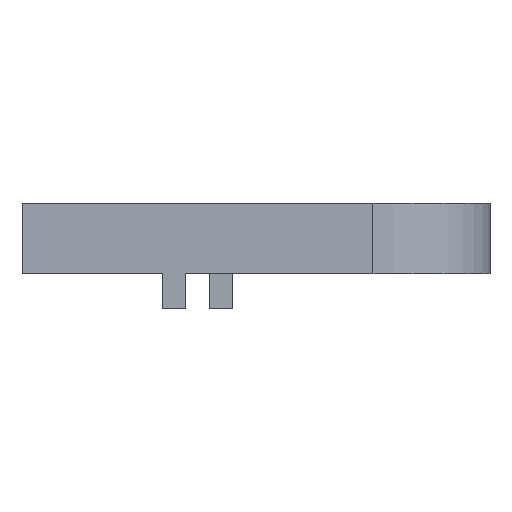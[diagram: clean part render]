
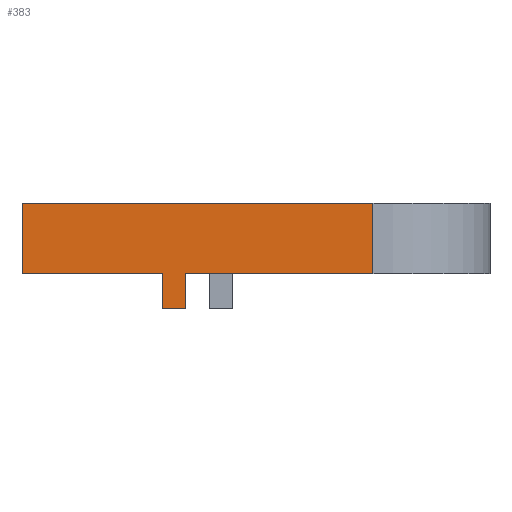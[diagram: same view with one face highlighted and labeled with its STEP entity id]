
A CAD part, left-side view. The second image highlights one B-rep face of the part: STEP entity #383.
In plain terms, the highlighted planar face has unit normal (-1, 0, 0).
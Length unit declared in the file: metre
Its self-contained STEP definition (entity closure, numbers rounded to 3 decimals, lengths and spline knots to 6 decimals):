
#20=LINE('',#577,#64);
#29=LINE('',#595,#73);
#31=LINE('',#599,#75);
#32=LINE('',#601,#76);
#33=LINE('',#603,#77);
#34=LINE('',#605,#78);
#35=LINE('',#606,#79);
#36=LINE('',#608,#80);
#64=VECTOR('',#468,1.);
#73=VECTOR('',#481,1.);
#75=VECTOR('',#485,1.);
#76=VECTOR('',#486,1.);
#77=VECTOR('',#487,1.);
#78=VECTOR('',#488,1.);
#79=VECTOR('',#489,1.);
#80=VECTOR('',#490,1.);
#123=ORIENTED_EDGE('',*,*,#225,.T.);
#124=ORIENTED_EDGE('',*,*,#226,.F.);
#125=ORIENTED_EDGE('',*,*,#227,.T.);
#126=ORIENTED_EDGE('',*,*,#228,.T.);
#127=ORIENTED_EDGE('',*,*,#214,.T.);
#128=ORIENTED_EDGE('',*,*,#229,.F.);
#129=ORIENTED_EDGE('',*,*,#230,.F.);
#130=ORIENTED_EDGE('',*,*,#223,.T.);
#214=EDGE_CURVE('',#264,#266,#20,.T.);
#223=EDGE_CURVE('',#274,#273,#29,.T.);
#225=EDGE_CURVE('',#273,#275,#31,.T.);
#226=EDGE_CURVE('',#276,#275,#32,.T.);
#227=EDGE_CURVE('',#276,#277,#33,.T.);
#228=EDGE_CURVE('',#277,#264,#34,.T.);
#229=EDGE_CURVE('',#278,#266,#35,.T.);
#230=EDGE_CURVE('',#274,#278,#36,.T.);
#264=VERTEX_POINT('',#572);
#266=VERTEX_POINT('',#576);
#273=VERTEX_POINT('',#594);
#274=VERTEX_POINT('',#596);
#275=VERTEX_POINT('',#600);
#276=VERTEX_POINT('',#602);
#277=VERTEX_POINT('',#604);
#278=VERTEX_POINT('',#607);
#310=EDGE_LOOP('',(#123,#124,#125,#126,#127,#128,#129,#130));
#338=FACE_BOUND('',#310,.T.);
#365=PLANE('',#432);
#383=ADVANCED_FACE('',(#338),#365,.F.);
#432=AXIS2_PLACEMENT_3D('',#598,#483,#484);
#468=DIRECTION('',(0.,-1.,0.));
#481=DIRECTION('',(0.,0.,-1.));
#483=DIRECTION('',(1.,0.,0.));
#484=DIRECTION('',(0.,0.,-1.));
#485=DIRECTION('',(0.,-1.,0.));
#486=DIRECTION('',(0.,0.,1.));
#487=DIRECTION('',(0.,-1.,0.));
#488=DIRECTION('',(0.,0.,1.));
#489=DIRECTION('',(0.,0.,-1.));
#490=DIRECTION('',(0.,-1.,0.));
#572=CARTESIAN_POINT('',(-0.20017,0.047937,0.));
#576=CARTESIAN_POINT('',(-0.20017,0.039937,0.));
#577=CARTESIAN_POINT('',(-0.20017,0.043937,0.));
#594=CARTESIAN_POINT('',(-0.20017,0.054937,0.));
#595=CARTESIAN_POINT('',(-0.20017,0.054937,0.003));
#596=CARTESIAN_POINT('',(-0.20017,0.054937,0.003));
#598=CARTESIAN_POINT('',(-0.20017,0.043937,0.003));
#599=CARTESIAN_POINT('',(-0.20017,0.043937,0.));
#600=CARTESIAN_POINT('',(-0.20017,0.048937,0.));
#601=CARTESIAN_POINT('',(-0.20017,0.048937,-0.0015));
#602=CARTESIAN_POINT('',(-0.20017,0.048937,-0.0015));
#603=CARTESIAN_POINT('',(-0.20017,0.048437,-0.0015));
#604=CARTESIAN_POINT('',(-0.20017,0.047937,-0.0015));
#605=CARTESIAN_POINT('',(-0.20017,0.047937,-0.0015));
#606=CARTESIAN_POINT('',(-0.20017,0.039937,0.003));
#607=CARTESIAN_POINT('',(-0.20017,0.039937,0.003));
#608=CARTESIAN_POINT('',(-0.20017,0.043937,0.003));
